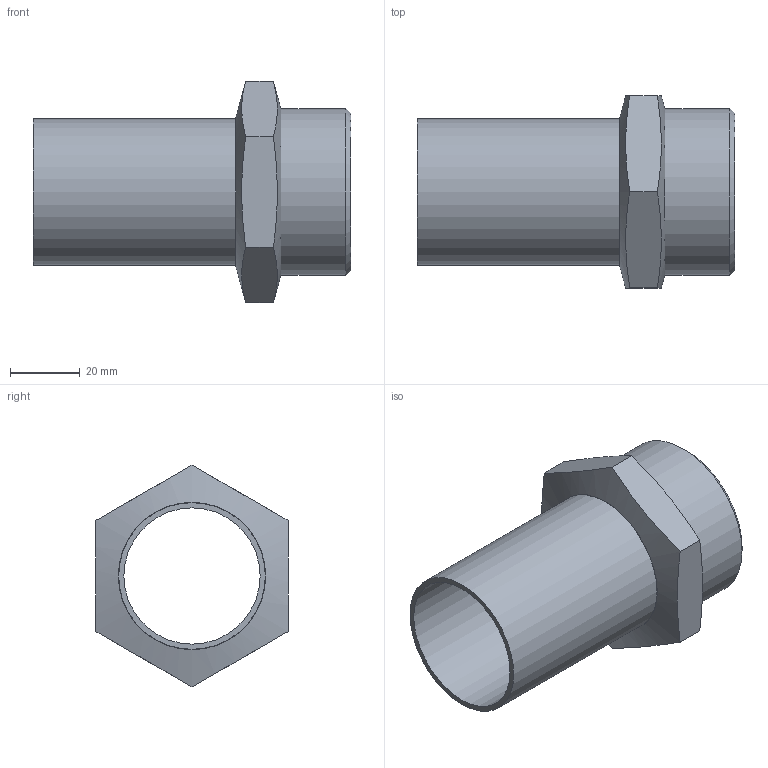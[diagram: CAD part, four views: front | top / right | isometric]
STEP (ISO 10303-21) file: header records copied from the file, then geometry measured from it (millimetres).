
FILE_DESCRIPTION(/* description */ (''),/* implementation_level */ '2;1');
FILE_NAME(/* name */ '31939.stp',/* time_stamp */ '2014-04-01T20:18:16+02:00',/* author */ ('bruh'),/* organization */ (''),/* preprocessor_version */ 'ST-DEVELOPER v15.2',/* originating_system */ 'Autodesk Inventor 2014',/* authorisation */ '');
FILE_SCHEMA (('AUTOMOTIVE_DESIGN { 1 0 10303 214 3 1 1 }'));
Length unit declared in the file: millimetre
Products named in the file (1): 31939
Bounding box: 91 x 55 x 63.51 mm (x, y, z)
Volume: 39368.8 mm3; surface area: 26406.9 mm2
Topology: 1 solids, 1 shells, 15 faces, 32 edges, 20 vertices
Faces by surface type: plane 9, cone 3, cylinder 3
Full cylindrical faces by diameter (mm): 39 x1, 42 x1, 47.803 x1
Entity records: 385 total; most frequent: CARTESIAN_POINT 86, DIRECTION 54, ORIENTED_EDGE 52, EDGE_CURVE 26, EDGE_LOOP 24, AXIS2_PLACEMENT_3D 24, VERTEX_POINT 20, ADVANCED_FACE 15
